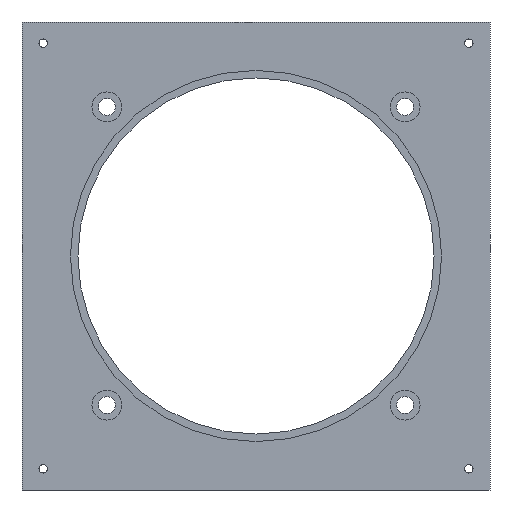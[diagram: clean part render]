
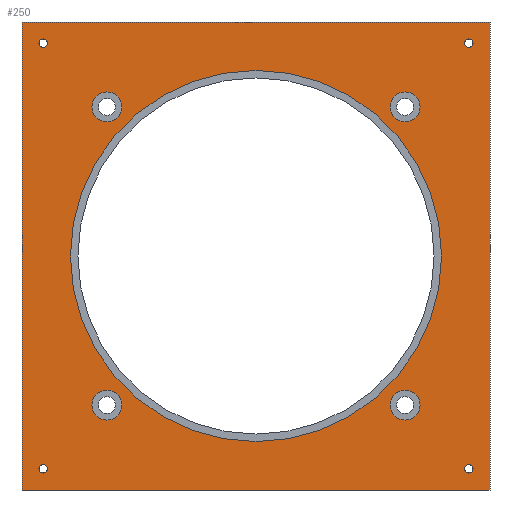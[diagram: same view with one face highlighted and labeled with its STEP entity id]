
A CAD part, front view. The second image highlights one B-rep face of the part: STEP entity #250.
In plain terms, the highlighted planar face has unit normal (0, -1, 0).
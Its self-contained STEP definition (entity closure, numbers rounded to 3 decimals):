
#16 = DIRECTION ( 'NONE',  ( 0., -1., 0. ) ) ;
#17 = CIRCLE ( 'NONE', #686, 7.05 ) ;
#29 = ORIENTED_EDGE ( 'NONE', *, *, #318, .F. ) ;
#32 = DIRECTION ( 'NONE',  ( 0., 0., -1. ) ) ;
#35 = CIRCLE ( 'NONE', #558, 7.05 ) ;
#38 = DIRECTION ( 'NONE',  ( 0., -1., 0. ) ) ;
#39 = VERTEX_POINT ( 'NONE', #707 ) ;
#55 = EDGE_CURVE ( 'NONE', #271, #271, #170, .T. ) ;
#62 = EDGE_LOOP ( 'NONE', ( #469 ) ) ;
#72 = FACE_BOUND ( 'NONE', #192, .T. ) ;
#76 = ORIENTED_EDGE ( 'NONE', *, *, #590, .T. ) ;
#77 = CARTESIAN_POINT ( 'NONE',  ( -141.25, -4., -141.25 ) ) ;
#87 = CIRCLE ( 'NONE', #572, 7.05 ) ;
#103 = AXIS2_PLACEMENT_3D ( 'NONE', #641, #305, #574 ) ;
#105 = CARTESIAN_POINT ( 'NONE',  ( 128.5, -4., -131. ) ) ;
#106 = CARTESIAN_POINT ( 'NONE',  ( 0., -4., 0. ) ) ;
#113 = AXIS2_PLACEMENT_3D ( 'NONE', #365, #38, #298 ) ;
#129 = AXIS2_PLACEMENT_3D ( 'NONE', #162, #618, #32 ) ;
#141 = VERTEX_POINT ( 'NONE', #597 ) ;
#142 = EDGE_CURVE ( 'NONE', #260, #538, #697, .T. ) ;
#144 = EDGE_LOOP ( 'NONE', ( #29 ) ) ;
#160 = CARTESIAN_POINT ( 'NONE',  ( -128.5, -4., -131. ) ) ;
#162 = CARTESIAN_POINT ( 'NONE',  ( 128.5, -4., -128.5 ) ) ;
#166 = CARTESIAN_POINT ( 'NONE',  ( -141.25, -4., 141.25 ) ) ;
#170 = CIRCLE ( 'NONE', #448, 2.5 ) ;
#183 = CIRCLE ( 'NONE', #643, 112. ) ;
#184 = CARTESIAN_POINT ( 'NONE',  ( -128.5, -4., 128.5 ) ) ;
#192 = EDGE_LOOP ( 'NONE', ( #208 ) ) ;
#195 = FACE_OUTER_BOUND ( 'NONE', #812, .T. ) ;
#200 = VERTEX_POINT ( 'NONE', #553 ) ;
#203 = EDGE_CURVE ( 'NONE', #814, #814, #557, .T. ) ;
#208 = ORIENTED_EDGE ( 'NONE', *, *, #578, .F. ) ;
#210 = DIRECTION ( 'NONE',  ( 0., 0., -1. ) ) ;
#224 = VERTEX_POINT ( 'NONE', #105 ) ;
#235 = EDGE_CURVE ( 'NONE', #141, #141, #599, .T. ) ;
#237 = DIRECTION ( 'NONE',  ( 0., 1., 0. ) ) ;
#250 = ADVANCED_FACE ( 'NONE', ( #807, #513, #72, #748, #467, #195, #608, #649, #464, #393 ), #739, .T. ) ;
#260 = VERTEX_POINT ( 'NONE', #77 ) ;
#269 = EDGE_LOOP ( 'NONE', ( #76 ) ) ;
#271 = VERTEX_POINT ( 'NONE', #160 ) ;
#276 = EDGE_LOOP ( 'NONE', ( #407 ) ) ;
#278 = CARTESIAN_POINT ( 'NONE',  ( -141.25, -4., 141.25 ) ) ;
#286 = LINE ( 'NONE', #752, #503 ) ;
#298 = DIRECTION ( 'NONE',  ( 0., 0., -1. ) ) ;
#305 = DIRECTION ( 'NONE',  ( 0., 1., 0. ) ) ;
#307 = CARTESIAN_POINT ( 'NONE',  ( 141.25, -4., 141.25 ) ) ;
#311 = EDGE_LOOP ( 'NONE', ( #747 ) ) ;
#316 = ORIENTED_EDGE ( 'NONE', *, *, #327, .T. ) ;
#318 = EDGE_CURVE ( 'NONE', #523, #523, #17, .T. ) ;
#325 = DIRECTION ( 'NONE',  ( 0., -1., 0. ) ) ;
#327 = EDGE_CURVE ( 'NONE', #829, #545, #286, .T. ) ;
#339 = DIRECTION ( 'NONE',  ( 0., 0., -1. ) ) ;
#344 = VECTOR ( 'NONE', #763, 1000. ) ;
#357 = DIRECTION ( 'NONE',  ( 0., -1., 0. ) ) ;
#363 = AXIS2_PLACEMENT_3D ( 'NONE', #676, #325, #210 ) ;
#365 = CARTESIAN_POINT ( 'NONE',  ( 90., -4., 90. ) ) ;
#368 = DIRECTION ( 'NONE',  ( 0., -1., 0. ) ) ;
#372 = EDGE_CURVE ( 'NONE', #538, #829, #420, .T. ) ;
#373 = DIRECTION ( 'NONE',  ( 0., 1., 0. ) ) ;
#378 = EDGE_LOOP ( 'NONE', ( #689 ) ) ;
#393 = FACE_BOUND ( 'NONE', #62, .T. ) ;
#407 = ORIENTED_EDGE ( 'NONE', *, *, #839, .F. ) ;
#415 = DIRECTION ( 'NONE',  ( 0., 0., -1. ) ) ;
#420 = LINE ( 'NONE', #563, #344 ) ;
#425 = DIRECTION ( 'NONE',  ( 0., 0., -1. ) ) ;
#444 = VERTEX_POINT ( 'NONE', #776 ) ;
#447 = VERTEX_POINT ( 'NONE', #502 ) ;
#448 = AXIS2_PLACEMENT_3D ( 'NONE', #620, #237, #773 ) ;
#454 = EDGE_CURVE ( 'NONE', #545, #260, #827, .T. ) ;
#455 = DIRECTION ( 'NONE',  ( 0., 0., -1. ) ) ;
#464 = FACE_BOUND ( 'NONE', #750, .T. ) ;
#467 = FACE_BOUND ( 'NONE', #378, .T. ) ;
#469 = ORIENTED_EDGE ( 'NONE', *, *, #55, .T. ) ;
#481 = CARTESIAN_POINT ( 'NONE',  ( -90., -4., 90. ) ) ;
#500 = DIRECTION ( 'NONE',  ( 0., 0., -1. ) ) ;
#502 = CARTESIAN_POINT ( 'NONE',  ( 0., -4., -112. ) ) ;
#503 = VECTOR ( 'NONE', #554, 1000. ) ;
#512 = DIRECTION ( 'NONE',  ( 0., -1., 0. ) ) ;
#513 = FACE_BOUND ( 'NONE', #311, .T. ) ;
#523 = VERTEX_POINT ( 'NONE', #677 ) ;
#538 = VERTEX_POINT ( 'NONE', #758 ) ;
#545 = VERTEX_POINT ( 'NONE', #166 ) ;
#549 = CARTESIAN_POINT ( 'NONE',  ( 90., -4., -90. ) ) ;
#553 = CARTESIAN_POINT ( 'NONE',  ( -90., -4., 82.95 ) ) ;
#554 = DIRECTION ( 'NONE',  ( -1., 0., 0. ) ) ;
#557 = CIRCLE ( 'NONE', #113, 7.05 ) ;
#558 = AXIS2_PLACEMENT_3D ( 'NONE', #481, #357, #415 ) ;
#563 = CARTESIAN_POINT ( 'NONE',  ( 141.25, -4., 141.25 ) ) ;
#565 = DIRECTION ( 'NONE',  ( 1., 0., 0. ) ) ;
#568 = DIRECTION ( 'NONE',  ( 0., 0., -1. ) ) ;
#572 = AXIS2_PLACEMENT_3D ( 'NONE', #866, #512, #455 ) ;
#574 = DIRECTION ( 'NONE',  ( 0., 0., -1. ) ) ;
#578 = EDGE_CURVE ( 'NONE', #200, #200, #35, .T. ) ;
#587 = CARTESIAN_POINT ( 'NONE',  ( 90., -4., 82.95 ) ) ;
#590 = EDGE_CURVE ( 'NONE', #224, #224, #837, .T. ) ;
#597 = CARTESIAN_POINT ( 'NONE',  ( 128.5, -4., 126. ) ) ;
#599 = CIRCLE ( 'NONE', #103, 2.5 ) ;
#601 = ORIENTED_EDGE ( 'NONE', *, *, #235, .T. ) ;
#608 = FACE_BOUND ( 'NONE', #269, .T. ) ;
#611 = ORIENTED_EDGE ( 'NONE', *, *, #454, .T. ) ;
#615 = CIRCLE ( 'NONE', #731, 2.5 ) ;
#616 = ORIENTED_EDGE ( 'NONE', *, *, #372, .T. ) ;
#618 = DIRECTION ( 'NONE',  ( 0., 1., 0. ) ) ;
#620 = CARTESIAN_POINT ( 'NONE',  ( -128.5, -4., -128.5 ) ) ;
#629 = VECTOR ( 'NONE', #565, 1000. ) ;
#641 = CARTESIAN_POINT ( 'NONE',  ( 128.5, -4., 128.5 ) ) ;
#643 = AXIS2_PLACEMENT_3D ( 'NONE', #106, #368, #500 ) ;
#646 = CARTESIAN_POINT ( 'NONE',  ( -141.25, -4., -141.25 ) ) ;
#649 = FACE_BOUND ( 'NONE', #825, .T. ) ;
#676 = CARTESIAN_POINT ( 'NONE',  ( -141.25, -4., -141.25 ) ) ;
#677 = CARTESIAN_POINT ( 'NONE',  ( 90., -4., -97.05 ) ) ;
#678 = EDGE_CURVE ( 'NONE', #447, #447, #183, .T. ) ;
#686 = AXIS2_PLACEMENT_3D ( 'NONE', #549, #16, #425 ) ;
#689 = ORIENTED_EDGE ( 'NONE', *, *, #678, .F. ) ;
#697 = LINE ( 'NONE', #646, #629 ) ;
#707 = CARTESIAN_POINT ( 'NONE',  ( -128.5, -4., 126. ) ) ;
#731 = AXIS2_PLACEMENT_3D ( 'NONE', #184, #373, #568 ) ;
#739 = PLANE ( 'NONE',  #363 ) ;
#747 = ORIENTED_EDGE ( 'NONE', *, *, #203, .F. ) ;
#748 = FACE_BOUND ( 'NONE', #276, .T. ) ;
#750 = EDGE_LOOP ( 'NONE', ( #790 ) ) ;
#752 = CARTESIAN_POINT ( 'NONE',  ( -141.25, -4., 141.25 ) ) ;
#758 = CARTESIAN_POINT ( 'NONE',  ( 141.25, -4., -141.25 ) ) ;
#763 = DIRECTION ( 'NONE',  ( 0., 0., 1. ) ) ;
#773 = DIRECTION ( 'NONE',  ( 0., 0., -1. ) ) ;
#776 = CARTESIAN_POINT ( 'NONE',  ( -90., -4., -97.05 ) ) ;
#790 = ORIENTED_EDGE ( 'NONE', *, *, #823, .T. ) ;
#807 = FACE_BOUND ( 'NONE', #144, .T. ) ;
#812 = EDGE_LOOP ( 'NONE', ( #611, #815, #616, #316 ) ) ;
#814 = VERTEX_POINT ( 'NONE', #587 ) ;
#815 = ORIENTED_EDGE ( 'NONE', *, *, #142, .T. ) ;
#823 = EDGE_CURVE ( 'NONE', #39, #39, #615, .T. ) ;
#825 = EDGE_LOOP ( 'NONE', ( #601 ) ) ;
#827 = LINE ( 'NONE', #278, #852 ) ;
#829 = VERTEX_POINT ( 'NONE', #307 ) ;
#837 = CIRCLE ( 'NONE', #129, 2.5 ) ;
#839 = EDGE_CURVE ( 'NONE', #444, #444, #87, .T. ) ;
#852 = VECTOR ( 'NONE', #339, 1000. ) ;
#866 = CARTESIAN_POINT ( 'NONE',  ( -90., -4., -90. ) ) ;
